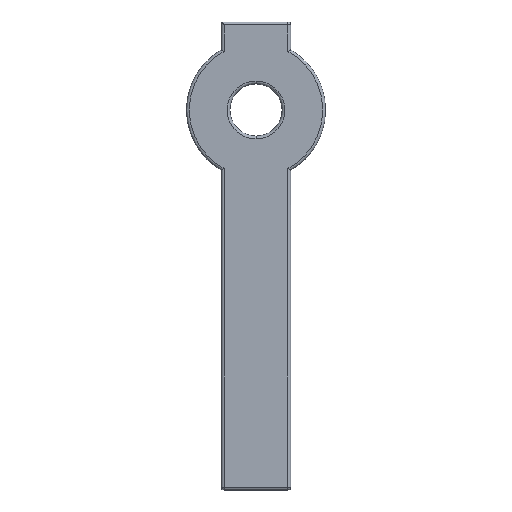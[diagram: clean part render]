
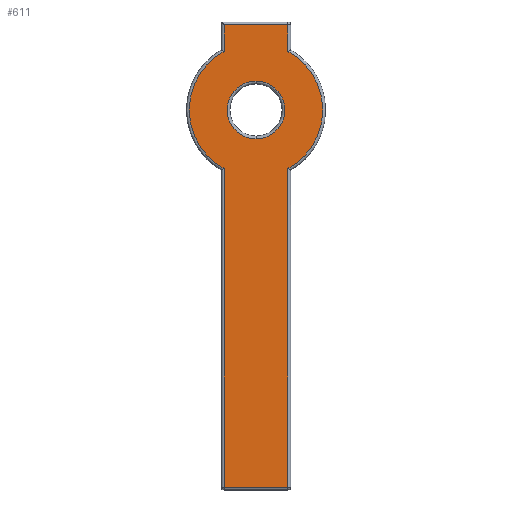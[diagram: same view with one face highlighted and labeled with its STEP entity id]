
A CAD part, front view. The second image highlights one B-rep face of the part: STEP entity #611.
In plain terms, the highlighted planar face has unit normal (0, -1, 0).
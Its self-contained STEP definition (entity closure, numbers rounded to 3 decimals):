
#5 = DIRECTION ( 'NONE',  ( 0., -1., 0. ) ) ;
#22 = ORIENTED_EDGE ( 'NONE', *, *, #267, .T. ) ;
#57 = CARTESIAN_POINT ( 'NONE',  ( 0., 0., 0. ) ) ;
#78 = ORIENTED_EDGE ( 'NONE', *, *, #685, .T. ) ;
#93 = VERTEX_POINT ( 'NONE', #945 ) ;
#94 = EDGE_CURVE ( 'NONE', #93, #399, #759, .T. ) ;
#124 = CARTESIAN_POINT ( 'NONE',  ( 2.3, 0., 6.13 ) ) ;
#126 = VERTEX_POINT ( 'NONE', #649 ) ;
#127 = DIRECTION ( 'NONE',  ( 0., 1., 0. ) ) ;
#138 = VECTOR ( 'NONE', #646, 1000. ) ;
#143 = EDGE_CURVE ( 'NONE', #468, #126, #364, .T. ) ;
#180 = CIRCLE ( 'NONE', #363, 4.8 ) ;
#254 = EDGE_CURVE ( 'NONE', #613, #468, #980, .T. ) ;
#265 = DIRECTION ( 'NONE',  ( 0., 0., -1. ) ) ;
#267 = EDGE_CURVE ( 'NONE', #399, #93, #443, .T. ) ;
#272 = CARTESIAN_POINT ( 'NONE',  ( 2.3, 0., -4.33 ) ) ;
#282 = CARTESIAN_POINT ( 'NONE',  ( 2.3, 0., -4.213 ) ) ;
#283 = DIRECTION ( 'NONE',  ( 0., 0., 1. ) ) ;
#288 = DIRECTION ( 'NONE',  ( 0., 0., 1. ) ) ;
#293 = AXIS2_PLACEMENT_3D ( 'NONE', #1164, #5, #283 ) ;
#304 = CARTESIAN_POINT ( 'NONE',  ( 0., 0., -2.075 ) ) ;
#306 = DIRECTION ( 'NONE',  ( 0., 1., 0. ) ) ;
#314 = ORIENTED_EDGE ( 'NONE', *, *, #143, .T. ) ;
#359 = ORIENTED_EDGE ( 'NONE', *, *, #254, .T. ) ;
#363 = AXIS2_PLACEMENT_3D ( 'NONE', #1233, #394, #470 ) ;
#364 = LINE ( 'NONE', #747, #138 ) ;
#375 = LINE ( 'NONE', #870, #862 ) ;
#382 = VERTEX_POINT ( 'NONE', #479 ) ;
#386 = CARTESIAN_POINT ( 'NONE',  ( -2.3, 0., 6.13 ) ) ;
#394 = DIRECTION ( 'NONE',  ( 0., -1., 0. ) ) ;
#399 = VERTEX_POINT ( 'NONE', #304 ) ;
#439 = EDGE_LOOP ( 'NONE', ( #1129, #78, #948, #635, #575, #983, #359, #314 ) ) ;
#443 = CIRCLE ( 'NONE', #1002, 2.075 ) ;
#448 = AXIS2_PLACEMENT_3D ( 'NONE', #57, #127, #804 ) ;
#456 = VECTOR ( 'NONE', #288, 1000. ) ;
#467 = DIRECTION ( 'NONE',  ( -1., 0., 0. ) ) ;
#468 = VERTEX_POINT ( 'NONE', #587 ) ;
#470 = DIRECTION ( 'NONE',  ( 0., 0., 1. ) ) ;
#479 = CARTESIAN_POINT ( 'NONE',  ( 2.3, 0., -27.13 ) ) ;
#536 = FACE_OUTER_BOUND ( 'NONE', #439, .T. ) ;
#538 = LINE ( 'NONE', #919, #456 ) ;
#575 = ORIENTED_EDGE ( 'NONE', *, *, #729, .T. ) ;
#587 = CARTESIAN_POINT ( 'NONE',  ( -2.3, 0., -4.213 ) ) ;
#607 = VECTOR ( 'NONE', #767, 1000. ) ;
#611 = ADVANCED_FACE ( 'NONE', ( #1011, #536 ), #1205, .F. ) ;
#613 = VERTEX_POINT ( 'NONE', #916 ) ;
#634 = CARTESIAN_POINT ( 'NONE',  ( 2.3, 0., 4.213 ) ) ;
#635 = ORIENTED_EDGE ( 'NONE', *, *, #1013, .T. ) ;
#646 = DIRECTION ( 'NONE',  ( 0., 0., -1. ) ) ;
#649 = CARTESIAN_POINT ( 'NONE',  ( -2.3, 0., -27.13 ) ) ;
#663 = DIRECTION ( 'NONE',  ( 1., 0., 0. ) ) ;
#685 = EDGE_CURVE ( 'NONE', #382, #1135, #1042, .T. ) ;
#700 = AXIS2_PLACEMENT_3D ( 'NONE', #931, #1217, #1041 ) ;
#703 = EDGE_CURVE ( 'NONE', #1135, #921, #180, .T. ) ;
#721 = VECTOR ( 'NONE', #265, 1000. ) ;
#729 = EDGE_CURVE ( 'NONE', #794, #1076, #375, .T. ) ;
#738 = EDGE_CURVE ( 'NONE', #126, #382, #1150, .T. ) ;
#747 = CARTESIAN_POINT ( 'NONE',  ( -2.3, 0., 0. ) ) ;
#759 = CIRCLE ( 'NONE', #700, 2.075 ) ;
#764 = VECTOR ( 'NONE', #663, 1000. ) ;
#767 = DIRECTION ( 'NONE',  ( 0., 0., 1. ) ) ;
#777 = DIRECTION ( 'NONE',  ( 0., 0., 1. ) ) ;
#794 = VERTEX_POINT ( 'NONE', #124 ) ;
#804 = DIRECTION ( 'NONE',  ( 0., 0., 1. ) ) ;
#862 = VECTOR ( 'NONE', #467, 1000. ) ;
#870 = CARTESIAN_POINT ( 'NONE',  ( 0., 0., 6.13 ) ) ;
#916 = CARTESIAN_POINT ( 'NONE',  ( -2.3, 0., 4.213 ) ) ;
#919 = CARTESIAN_POINT ( 'NONE',  ( 2.3, 0., 0. ) ) ;
#921 = VERTEX_POINT ( 'NONE', #634 ) ;
#928 = ORIENTED_EDGE ( 'NONE', *, *, #94, .T. ) ;
#931 = CARTESIAN_POINT ( 'NONE',  ( 0., 0., 0. ) ) ;
#945 = CARTESIAN_POINT ( 'NONE',  ( 0., 0., 2.075 ) ) ;
#948 = ORIENTED_EDGE ( 'NONE', *, *, #703, .T. ) ;
#980 = CIRCLE ( 'NONE', #293, 4.8 ) ;
#983 = ORIENTED_EDGE ( 'NONE', *, *, #1044, .T. ) ;
#1002 = AXIS2_PLACEMENT_3D ( 'NONE', #1171, #306, #777 ) ;
#1011 = FACE_BOUND ( 'NONE', #1175, .T. ) ;
#1013 = EDGE_CURVE ( 'NONE', #921, #794, #538, .T. ) ;
#1041 = DIRECTION ( 'NONE',  ( 0., 0., 1. ) ) ;
#1042 = LINE ( 'NONE', #272, #607 ) ;
#1044 = EDGE_CURVE ( 'NONE', #1076, #613, #1240, .T. ) ;
#1076 = VERTEX_POINT ( 'NONE', #386 ) ;
#1129 = ORIENTED_EDGE ( 'NONE', *, *, #738, .T. ) ;
#1130 = CARTESIAN_POINT ( 'NONE',  ( -2.3, 0., 0. ) ) ;
#1135 = VERTEX_POINT ( 'NONE', #282 ) ;
#1139 = CARTESIAN_POINT ( 'NONE',  ( 2.5, 0., -27.13 ) ) ;
#1150 = LINE ( 'NONE', #1139, #764 ) ;
#1164 = CARTESIAN_POINT ( 'NONE',  ( 0., 0., 0. ) ) ;
#1171 = CARTESIAN_POINT ( 'NONE',  ( 0., 0., 0. ) ) ;
#1175 = EDGE_LOOP ( 'NONE', ( #928, #22 ) ) ;
#1205 = PLANE ( 'NONE',  #448 ) ;
#1217 = DIRECTION ( 'NONE',  ( 0., 1., 0. ) ) ;
#1233 = CARTESIAN_POINT ( 'NONE',  ( 0., 0., 0. ) ) ;
#1240 = LINE ( 'NONE', #1130, #721 ) ;
